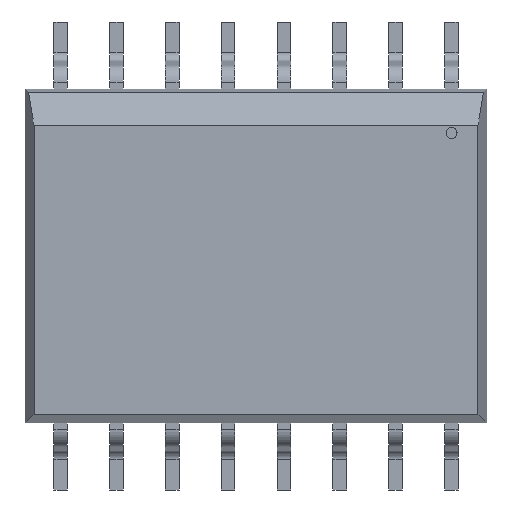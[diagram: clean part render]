
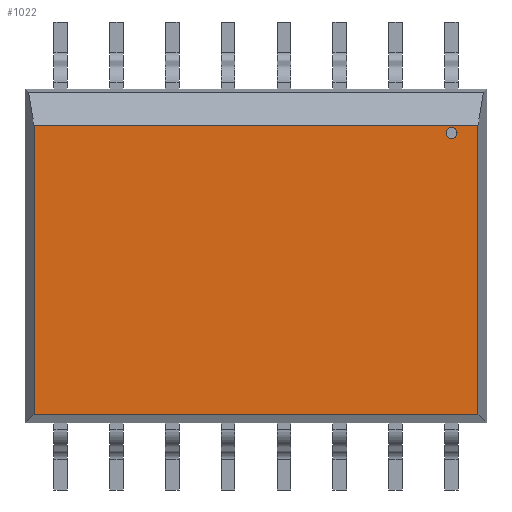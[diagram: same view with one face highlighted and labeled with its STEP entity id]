
A CAD part, front view. The second image highlights one B-rep face of the part: STEP entity #1022.
In plain terms, the highlighted planar face has unit normal (0, -1, 0).
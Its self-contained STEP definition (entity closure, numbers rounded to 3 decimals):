
#110 = LINE ( 'NONE', #4342, #3841 ) ;
#406 = CARTESIAN_POINT ( 'NONE',  ( -5.05, -1.275, -3.6 ) ) ;
#457 = VERTEX_POINT ( 'NONE', #2246 ) ;
#533 = AXIS2_PLACEMENT_3D ( 'NONE', #5954, #10319, #5091 ) ;
#659 = CARTESIAN_POINT ( 'NONE',  ( 0., -1.275, 0. ) ) ;
#772 = LINE ( 'NONE', #6389, #5997 ) ;
#1022 = ADVANCED_FACE ( 'NONE', ( #2199, #6756 ), #2262, .F. ) ;
#1073 = ORIENTED_EDGE ( 'NONE', *, *, #3022, .T. ) ;
#1228 = DIRECTION ( 'NONE',  ( 0., 0., -1. ) ) ;
#1693 = EDGE_CURVE ( 'NONE', #7704, #7797, #10421, .T. ) ;
#1901 = VERTEX_POINT ( 'NONE', #406 ) ;
#1933 = DIRECTION ( 'NONE',  ( 0., 0., 1. ) ) ;
#2199 = FACE_BOUND ( 'NONE', #9713, .T. ) ;
#2246 = CARTESIAN_POINT ( 'NONE',  ( 4.45, -1.275, 2.675 ) ) ;
#2251 = EDGE_CURVE ( 'NONE', #1901, #6993, #110, .T. ) ;
#2262 = PLANE ( 'NONE',  #10660 ) ;
#2313 = ORIENTED_EDGE ( 'NONE', *, *, #2762, .F. ) ;
#2746 = CARTESIAN_POINT ( 'NONE',  ( 5.25, -1.275, 2.978 ) ) ;
#2762 = EDGE_CURVE ( 'NONE', #9129, #457, #3970, .T. ) ;
#3022 = EDGE_CURVE ( 'NONE', #6993, #7704, #4778, .T. ) ;
#3667 = DIRECTION ( 'NONE',  ( 0., -1., 0. ) ) ;
#3841 = VECTOR ( 'NONE', #6746, 1000. ) ;
#3970 = CIRCLE ( 'NONE', #533, 0.125 ) ;
#3984 = DIRECTION ( 'NONE',  ( 0., 1., 0. ) ) ;
#4129 = ORIENTED_EDGE ( 'NONE', *, *, #2251, .T. ) ;
#4342 = CARTESIAN_POINT ( 'NONE',  ( 0., -1.275, -3.6 ) ) ;
#4778 = LINE ( 'NONE', #9658, #9331 ) ;
#5091 = DIRECTION ( 'NONE',  ( 0., 0., -1. ) ) ;
#5954 = CARTESIAN_POINT ( 'NONE',  ( 4.45, -1.275, 2.8 ) ) ;
#5997 = VECTOR ( 'NONE', #1228, 1000. ) ;
#6049 = CARTESIAN_POINT ( 'NONE',  ( -5.05, -1.275, 2.978 ) ) ;
#6086 = DIRECTION ( 'NONE',  ( -1., 0., 0. ) ) ;
#6126 = EDGE_CURVE ( 'NONE', #457, #9129, #7209, .T. ) ;
#6389 = CARTESIAN_POINT ( 'NONE',  ( -5.05, -1.275, 0. ) ) ;
#6619 = DIRECTION ( 'NONE',  ( 0., 0., 1. ) ) ;
#6746 = DIRECTION ( 'NONE',  ( 1., 0., 0. ) ) ;
#6756 = FACE_OUTER_BOUND ( 'NONE', #10007, .T. ) ;
#6993 = VERTEX_POINT ( 'NONE', #9837 ) ;
#7165 = DIRECTION ( 'NONE',  ( 0., 0., -1. ) ) ;
#7209 = CIRCLE ( 'NONE', #7623, 0.125 ) ;
#7595 = CARTESIAN_POINT ( 'NONE',  ( 5.05, -1.275, 2.978 ) ) ;
#7623 = AXIS2_PLACEMENT_3D ( 'NONE', #8933, #3667, #7165 ) ;
#7704 = VERTEX_POINT ( 'NONE', #7595 ) ;
#7797 = VERTEX_POINT ( 'NONE', #6049 ) ;
#8192 = VECTOR ( 'NONE', #6086, 1000. ) ;
#8933 = CARTESIAN_POINT ( 'NONE',  ( 4.45, -1.275, 2.8 ) ) ;
#8997 = ORIENTED_EDGE ( 'NONE', *, *, #1693, .T. ) ;
#9129 = VERTEX_POINT ( 'NONE', #9733 ) ;
#9149 = ORIENTED_EDGE ( 'NONE', *, *, #10992, .T. ) ;
#9331 = VECTOR ( 'NONE', #1933, 1000. ) ;
#9658 = CARTESIAN_POINT ( 'NONE',  ( 5.05, -1.275, 0. ) ) ;
#9713 = EDGE_LOOP ( 'NONE', ( #9915, #2313 ) ) ;
#9733 = CARTESIAN_POINT ( 'NONE',  ( 4.45, -1.275, 2.925 ) ) ;
#9837 = CARTESIAN_POINT ( 'NONE',  ( 5.05, -1.275, -3.6 ) ) ;
#9915 = ORIENTED_EDGE ( 'NONE', *, *, #6126, .F. ) ;
#10007 = EDGE_LOOP ( 'NONE', ( #1073, #8997, #9149, #4129 ) ) ;
#10319 = DIRECTION ( 'NONE',  ( 0., -1., 0. ) ) ;
#10421 = LINE ( 'NONE', #2746, #8192 ) ;
#10660 = AXIS2_PLACEMENT_3D ( 'NONE', #659, #3984, #6619 ) ;
#10992 = EDGE_CURVE ( 'NONE', #7797, #1901, #772, .T. ) ;
